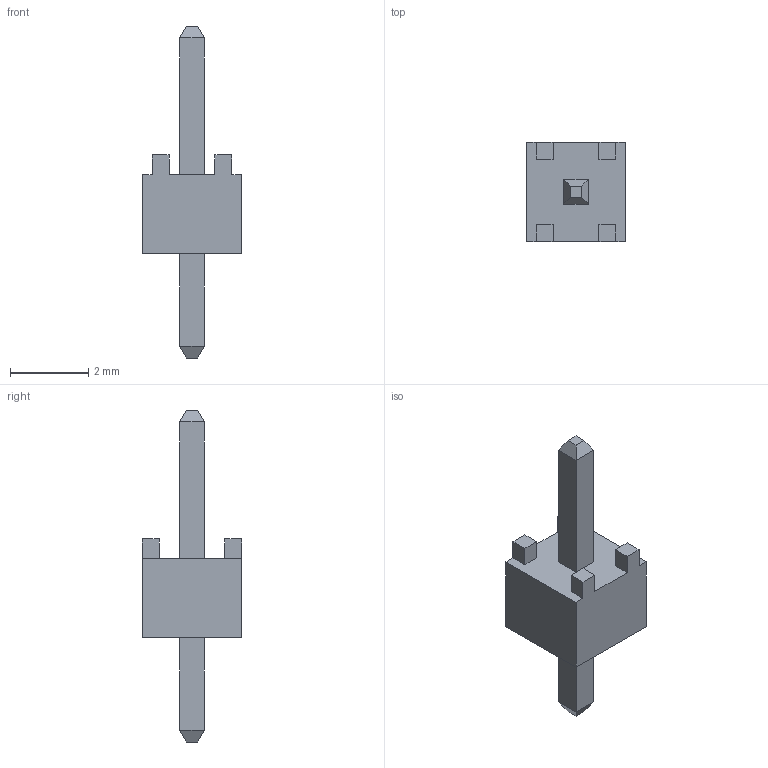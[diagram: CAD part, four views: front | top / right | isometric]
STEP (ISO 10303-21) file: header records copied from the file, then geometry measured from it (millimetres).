
FILE_DESCRIPTION(('FreeCAD Model'),'2;1');
FILE_NAME('TSW-101-05-G-S.stp', '2016-08-29T16:10:32',('Author'),(''), 'Open CASCADE STEP processor 6.8','FreeCAD','Unknown');
FILE_SCHEMA(('AUTOMOTIVE_DESIGN_CC2 { 1 2 10303 214 -1 1 5 4 }'));
Length unit declared in the file: millimetre
Products named in the file (2): ASSEMBLY; TSW-101-05-G-S
Assembly tree (1 placements, depth 2):
  ASSEMBLY
    TSW-101-05-G-S
Bounding box: 2.54 x 2.54 x 8.51 mm (x, y, z)
Volume: 16 mm3; surface area: 52.6 mm2
Topology: 1 solids, 1 shells, 40 faces, 100 edges, 64 vertices
Faces by surface type: plane 40
Entity records: 2771 total; most frequent: CARTESIAN_POINT 406, DIRECTION 384, LINE 300, VECTOR 300, ORIENTED_EDGE 200, PCURVE 200, DEFINITIONAL_REPRESENTATION 200, EDGE_CURVE 100
